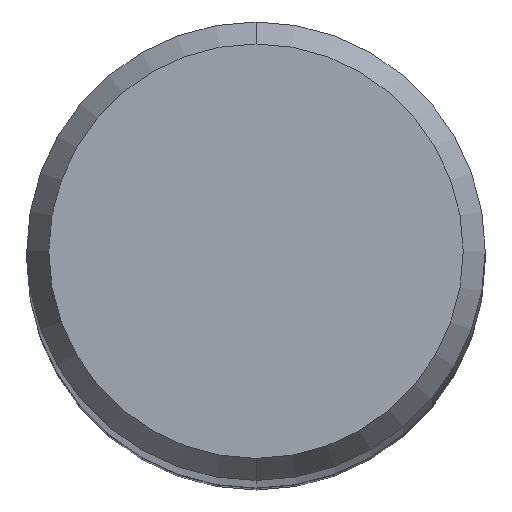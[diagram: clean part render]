
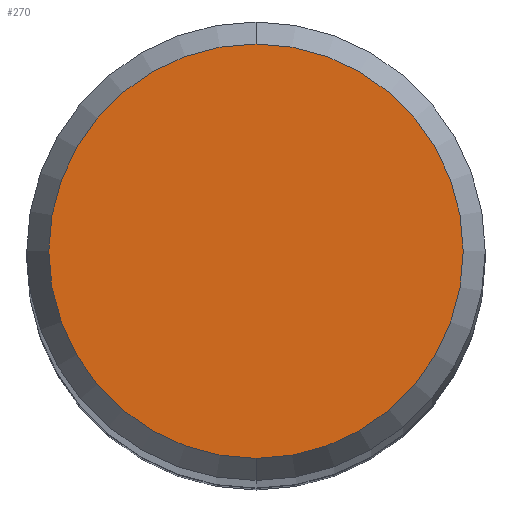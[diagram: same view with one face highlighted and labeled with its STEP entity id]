
A CAD part, top view. The second image highlights one B-rep face of the part: STEP entity #270.
In plain terms, the highlighted planar face has unit normal (0, 0, 1).
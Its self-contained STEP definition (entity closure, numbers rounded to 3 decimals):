
#270=ADVANCED_FACE('',(#592),#593,.T.);
#286=EDGE_CURVE('',#348,#406,#613,.T.);
#298=EDGE_CURVE('',#406,#348,#628,.T.);
#348=VERTEX_POINT('',#682);
#406=VERTEX_POINT('',#747);
#592=FACE_OUTER_BOUND('',#1052,.T.);
#593=PLANE('',#1053);
#613=CIRCLE('',#1075,2.152);
#628=CIRCLE('',#1119,2.152);
#682=CARTESIAN_POINT('',(0.,-2.152,0.0));
#747=CARTESIAN_POINT('',(0.0,2.152,0.0));
#1052=EDGE_LOOP('',(#1572,#1573));
#1053=AXIS2_PLACEMENT_3D('',#1574,#1575,#1576);
#1075=AXIS2_PLACEMENT_3D('',#1604,#1605,#1606);
#1119=AXIS2_PLACEMENT_3D('',#1625,#1626,#1627);
#1572=ORIENTED_EDGE('',*,*,#298,.F.);
#1573=ORIENTED_EDGE('',*,*,#286,.F.);
#1574=CARTESIAN_POINT('',(0.0,1.076,0.0));
#1575=DIRECTION('',(-0.0,0.0,1.0));
#1576=DIRECTION('',(0.0,-1.0,0.0));
#1604=CARTESIAN_POINT('',(0.0,0.0,0.0));
#1605=DIRECTION('',(0.0,0.0,-1.0));
#1606=DIRECTION('',(0.0,1.0,0.0));
#1625=CARTESIAN_POINT('',(0.0,0.0,0.0));
#1626=DIRECTION('',(0.0,0.0,-1.0));
#1627=DIRECTION('',(0.0,1.0,0.0));
